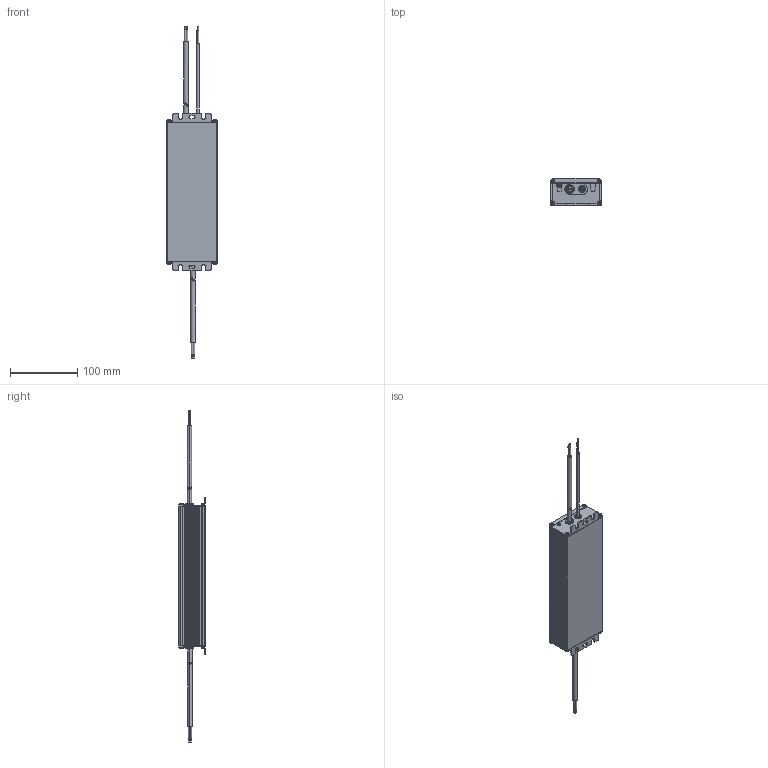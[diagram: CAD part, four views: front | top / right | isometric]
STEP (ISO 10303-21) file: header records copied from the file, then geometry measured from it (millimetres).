
FILE_DESCRIPTION (( 'STEP AP203' ), '1' );
FILE_NAME ('A6156_01 ME250H105AQ_CP.STEP', '2015-02-27T05:58:42', ( 'Lenovo User' ), ( 'Lenovo (Beijing) Limited' ), 'SwSTEP 2.0', 'SolidWorks 2012', '' );
FILE_SCHEMA (( 'CONFIG_CONTROL_DESIGN' ));
Length unit declared in the file: millimetre
Products named in the file (11): A6156_01 ME250H105AQ_CP; 覃嫖誘盄杶; A4704覃嫖傷裔; 覃嫖盄旰; 怀堤盄旰; 输入线束; 寡蝶怀堤誘盄杶; pan head cross recess screw_iso_ISO 7045 - M3 x 8 - Z --- 8N; A4217傷裔; A6156躇猾菜; A6156俋褲
Assembly tree (19 placements, depth 2):
  A6156_01 ME250H105AQ_CP
    A6156俋褲
    A6156躇猾菜  x2
    A4217傷裔
    pan head cross recess screw_iso_ISO 7045 - M3 x 8 - Z --- 8N  x8
    寡蝶怀堤誘盄杶  x2
    输入线束
    怀堤盄旰
    覃嫖盄旰
    A4704覃嫖傷裔
    覃嫖誘盄杶
Bounding box: 74.5 x 40 x 494 mm (x, y, z)
Volume: 122543.1 mm3; surface area: 164195.5 mm2
Topology: 25 solids, 25 shells, 1395 faces, 3770 edges, 2444 vertices
Faces by surface type: plane 853, cylinder 390, cone 88, torus 48, sphere 16
Entity records: 34824 total; most frequent: CARTESIAN_POINT 5989, ORIENTED_EDGE 5798, DIRECTION 5710, EDGE_CURVE 2899, VECTOR 2128, LINE 2128, VERTEX_POINT 1922, AXIS2_PLACEMENT_3D 1791
